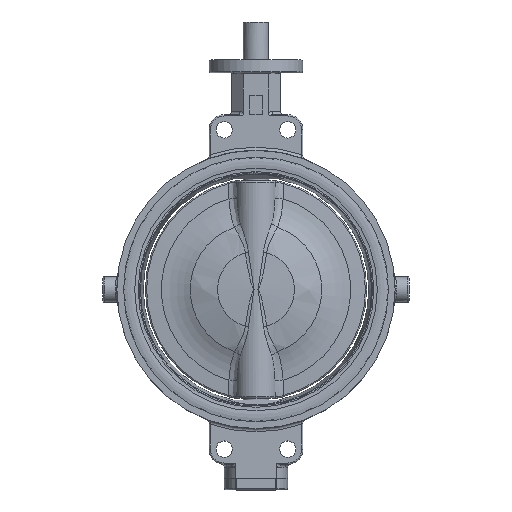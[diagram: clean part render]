
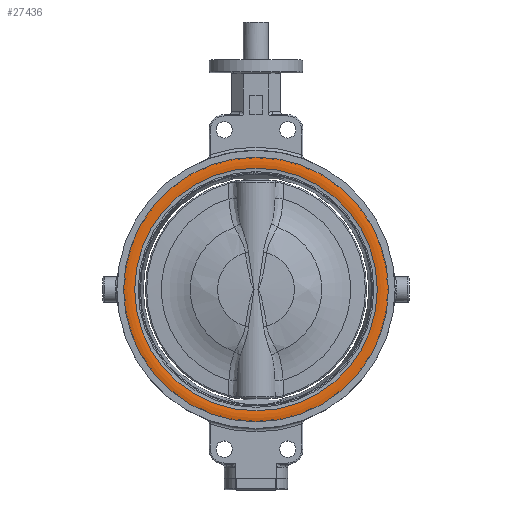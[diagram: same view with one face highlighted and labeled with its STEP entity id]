
A CAD part, top view. The second image highlights one B-rep face of the part: STEP entity #27436.
In plain terms, the highlighted toroidal (fillet/blend) face has major radius 200 mm and minor radius 37.5 mm.
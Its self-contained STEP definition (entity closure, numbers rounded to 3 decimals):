
#27393=CARTESIAN_POINT('',(-51.309,-209.375,0.));
#27394=VERTEX_POINT('',#27393);
#27395=CARTESIAN_POINT('',(-51.309,0.0,0.0));
#27396=DIRECTION('',(1.0,0.0,0.0));
#27397=DIRECTION('',(0.0,1.0,0.0));
#27398=AXIS2_PLACEMENT_3D('',#27395,#27396,#27397);
#27399=CIRCLE('',#27398,209.375);
#27400=EDGE_CURVE('',#27394,#27394,#27399,.T.);
#27410=CARTESIAN_POINT('',(-51.6,-191.834,0.));
#27411=VERTEX_POINT('',#27410);
#27412=CARTESIAN_POINT('',(-51.6,0.0,0.0));
#27413=DIRECTION('',(-1.0,0.0,0.0));
#27414=DIRECTION('',(0.0,1.0,0.0));
#27415=AXIS2_PLACEMENT_3D('',#27412,#27413,#27414);
#27416=CIRCLE('',#27415,191.834);
#27417=EDGE_CURVE('',#27411,#27411,#27416,.T.);
#27425=CARTESIAN_POINT('',(-15.0,0.0,0.0));
#27426=DIRECTION('',(1.0,0.0,0.0));
#27427=DIRECTION('',(0.0,0.0,1.0));
#27428=AXIS2_PLACEMENT_3D('',#27425,#27426,#27427);
#27429=TOROIDAL_SURFACE('',#27428,200.0,37.5);
#27430=ORIENTED_EDGE('',*,*,#27417,.F.);
#27431=EDGE_LOOP('',(#27430));
#27432=FACE_OUTER_BOUND('',#27431,.T.);
#27433=ORIENTED_EDGE('',*,*,#27400,.F.);
#27434=EDGE_LOOP('',(#27433));
#27435=FACE_BOUND('',#27434,.T.);
#27436=ADVANCED_FACE('',(#27432,#27435),#27429,.T.);
